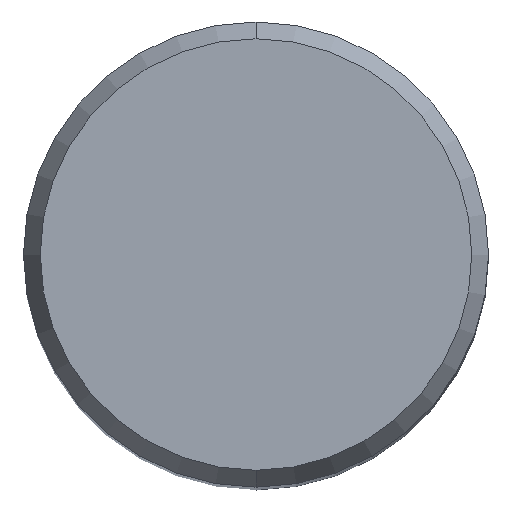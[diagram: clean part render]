
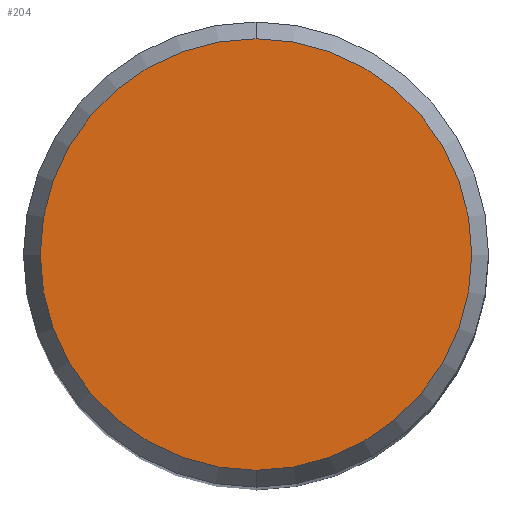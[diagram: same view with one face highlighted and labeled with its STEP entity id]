
A CAD part, top view. The second image highlights one B-rep face of the part: STEP entity #204.
In plain terms, the highlighted planar face has unit normal (0, 0, 1).
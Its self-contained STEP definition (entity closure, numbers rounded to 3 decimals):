
#120=EDGE_CURVE('',#166,#246,#297,.T.);
#166=VERTEX_POINT('',#349);
#204=ADVANCED_FACE('',(#394),#395,.T.);
#230=EDGE_CURVE('',#246,#166,#425,.T.);
#246=VERTEX_POINT('',#444);
#297=CIRCLE('',#493,5.892);
#349=CARTESIAN_POINT('',(0.,-5.892,0.01));
#394=FACE_OUTER_BOUND('',#610,.T.);
#395=PLANE('',#611);
#425=CIRCLE('',#649,5.892);
#444=CARTESIAN_POINT('',(0.0,5.892,0.01));
#493=AXIS2_PLACEMENT_3D('',#713,#714,#715);
#610=EDGE_LOOP('',(#833,#834));
#611=AXIS2_PLACEMENT_3D('',#835,#836,#837);
#649=AXIS2_PLACEMENT_3D('',#877,#878,#879);
#713=CARTESIAN_POINT('',(0.0,0.0,0.01));
#714=DIRECTION('',(0.0,0.0,-1.0));
#715=DIRECTION('',(0.0,1.0,0.0));
#833=ORIENTED_EDGE('',*,*,#230,.F.);
#834=ORIENTED_EDGE('',*,*,#120,.F.);
#835=CARTESIAN_POINT('',(0.0,2.946,0.01));
#836=DIRECTION('',(-0.0,0.0,1.0));
#837=DIRECTION('',(0.0,-1.0,0.0));
#877=CARTESIAN_POINT('',(0.0,0.0,0.01));
#878=DIRECTION('',(0.0,0.0,-1.0));
#879=DIRECTION('',(0.0,1.0,0.0));
